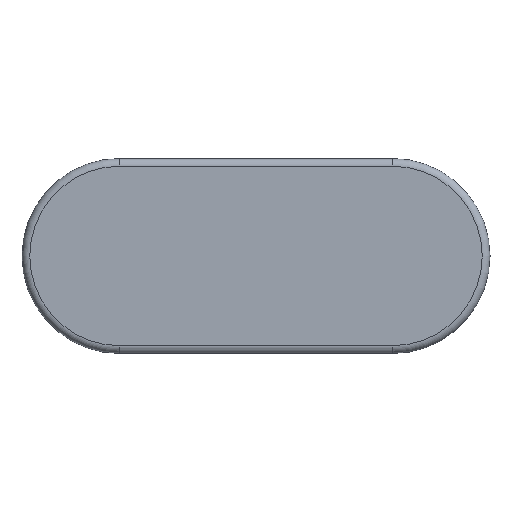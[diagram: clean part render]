
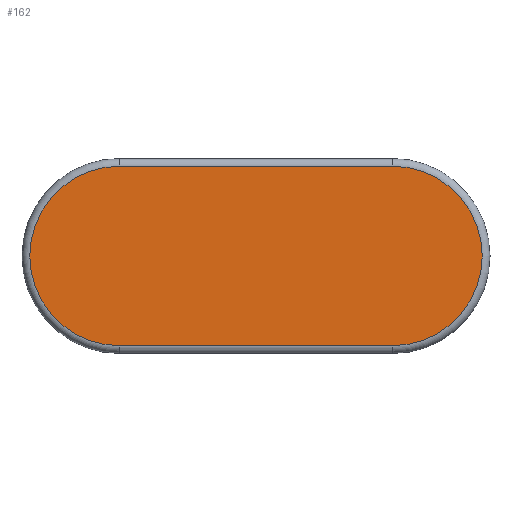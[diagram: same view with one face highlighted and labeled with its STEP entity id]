
A CAD part, top view. The second image highlights one B-rep face of the part: STEP entity #162.
In plain terms, the highlighted planar face has unit normal (0, 0, 1).
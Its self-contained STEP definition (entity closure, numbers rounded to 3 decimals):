
#162 = ADVANCED_FACE( '', ( #360 ), #361, .T. );
#360 = FACE_OUTER_BOUND( '', #585, .T. );
#361 = PLANE( '', #586 );
#585 = EDGE_LOOP( '', ( #997, #998, #999, #1000 ) );
#586 = AXIS2_PLACEMENT_3D( '', #1001, #1002, #1003 );
#997 = ORIENTED_EDGE( '', *, *, #1391, .T. );
#998 = ORIENTED_EDGE( '', *, *, #1363, .T. );
#999 = ORIENTED_EDGE( '', *, *, #1306, .T. );
#1000 = ORIENTED_EDGE( '', *, *, #1424, .T. );
#1001 = CARTESIAN_POINT( '', ( -17.5, 0., 18. ) );
#1002 = DIRECTION( '', ( 0., 0., 1. ) );
#1003 = DIRECTION( '', ( 1., 0., 0. ) );
#1306 = EDGE_CURVE( '', #1560, #1558, #1561, .T. );
#1363 = EDGE_CURVE( '', #1648, #1560, #1650, .T. );
#1391 = EDGE_CURVE( '', #1688, #1648, #1692, .T. );
#1424 = EDGE_CURVE( '', #1558, #1688, #1737, .T. );
#1558 = VERTEX_POINT( '', #1901 );
#1560 = VERTEX_POINT( '', #1903 );
#1561 = CIRCLE( '', #1904, 11.5 );
#1648 = VERTEX_POINT( '', #2022 );
#1650 = LINE( '', #2024, #2025 );
#1688 = VERTEX_POINT( '', #2077 );
#1692 = CIRCLE( '', #2081, 11.5 );
#1737 = LINE( '', #2147, #2148 );
#1901 = CARTESIAN_POINT( '', ( -17.5, -11.5, 18. ) );
#1903 = CARTESIAN_POINT( '', ( -17.5, 11.5, 18. ) );
#1904 = AXIS2_PLACEMENT_3D( '', #2299, #2300, #2301 );
#2022 = CARTESIAN_POINT( '', ( 17.5, 11.5, 18. ) );
#2024 = CARTESIAN_POINT( '', ( -17.5, 11.5, 18. ) );
#2025 = VECTOR( '', #2372, 1000. );
#2077 = CARTESIAN_POINT( '', ( 17.5, -11.5, 18. ) );
#2081 = AXIS2_PLACEMENT_3D( '', #2402, #2403, #2404 );
#2147 = CARTESIAN_POINT( '', ( 17.5, -11.5, 18. ) );
#2148 = VECTOR( '', #2432, 1000. );
#2299 = CARTESIAN_POINT( '', ( -17.5, 0., 18. ) );
#2300 = DIRECTION( '', ( 0., 0., 1. ) );
#2301 = DIRECTION( '', ( 1., 0., 0. ) );
#2372 = DIRECTION( '', ( -1., 0., 0. ) );
#2402 = CARTESIAN_POINT( '', ( 17.5, 0., 18. ) );
#2403 = DIRECTION( '', ( 0., 0., 1. ) );
#2404 = DIRECTION( '', ( 1., 0., 0. ) );
#2432 = DIRECTION( '', ( 1., 0., 0. ) );
